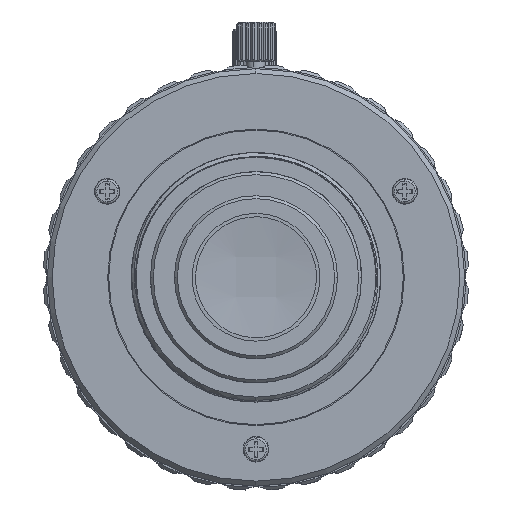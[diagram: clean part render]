
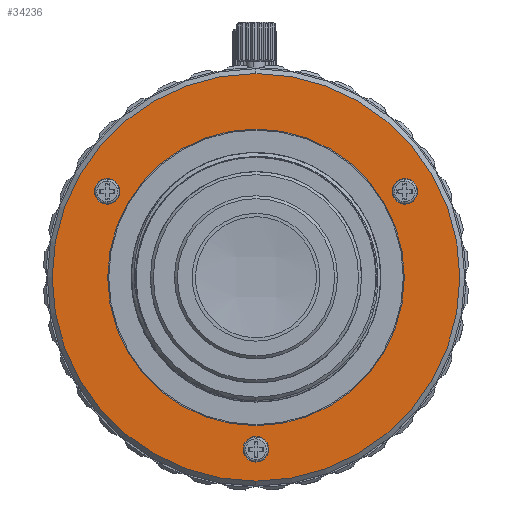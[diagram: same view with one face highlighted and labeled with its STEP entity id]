
A CAD part, top view. The second image highlights one B-rep face of the part: STEP entity #34236.
In plain terms, the highlighted planar face has unit normal (0, 0, 1).
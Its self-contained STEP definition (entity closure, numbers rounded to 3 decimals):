
#481 = CIRCLE ( 'NONE', #41228, 15.1 ) ;
#2290 = EDGE_CURVE ( 'NONE', #47461, #55181, #52726, .T. ) ;
#2672 = VERTEX_POINT ( 'NONE', #29034 ) ;
#2731 = DIRECTION ( 'NONE',  ( 0., 0., -1. ) ) ;
#2999 = CARTESIAN_POINT ( 'NONE',  ( 1.3, -17.5, -0.15 ) ) ;
#3527 = VERTEX_POINT ( 'NONE', #2999 ) ;
#3792 = VERTEX_POINT ( 'NONE', #35872 ) ;
#4299 = CARTESIAN_POINT ( 'NONE',  ( -16.455, 8.75, -0.15 ) ) ;
#4927 = CARTESIAN_POINT ( 'NONE',  ( 16.455, 8.75, -0.15 ) ) ;
#4934 = ORIENTED_EDGE ( 'NONE', *, *, #33450, .T. ) ;
#6740 = AXIS2_PLACEMENT_3D ( 'NONE', #34712, #34045, #28150 ) ;
#7170 = EDGE_LOOP ( 'NONE', ( #53410, #37780 ) ) ;
#7213 = EDGE_CURVE ( 'NONE', #55181, #47461, #50143, .T. ) ;
#7366 = AXIS2_PLACEMENT_3D ( 'NONE', #11124, #56931, #16328 ) ;
#7499 = VERTEX_POINT ( 'NONE', #4927 ) ;
#7718 = CARTESIAN_POINT ( 'NONE',  ( 15.1, 0., -0.15 ) ) ;
#7940 = DIRECTION ( 'NONE',  ( 0., 0., -1. ) ) ;
#9604 = VERTEX_POINT ( 'NONE', #10578 ) ;
#9909 = FACE_OUTER_BOUND ( 'NONE', #7170, .T. ) ;
#10315 = CIRCLE ( 'NONE', #22811, 15.1 ) ;
#10578 = CARTESIAN_POINT ( 'NONE',  ( 13.855, 8.75, -0.15 ) ) ;
#10970 = CARTESIAN_POINT ( 'NONE',  ( -15.155, 8.75, -0.15 ) ) ;
#11006 = ORIENTED_EDGE ( 'NONE', *, *, #11754, .T. ) ;
#11124 = CARTESIAN_POINT ( 'NONE',  ( 15.155, 8.75, -0.15 ) ) ;
#11718 = CARTESIAN_POINT ( 'NONE',  ( 0., -17.5, -0.15 ) ) ;
#11754 = EDGE_CURVE ( 'NONE', #3527, #46192, #23197, .T. ) ;
#13567 = AXIS2_PLACEMENT_3D ( 'NONE', #18307, #58242, #58565 ) ;
#14236 = ORIENTED_EDGE ( 'NONE', *, *, #38596, .T. ) ;
#15557 = ORIENTED_EDGE ( 'NONE', *, *, #2290, .T. ) ;
#16328 = DIRECTION ( 'NONE',  ( 1., 0., 0. ) ) ;
#17933 = CARTESIAN_POINT ( 'NONE',  ( 0., 0., -0.15 ) ) ;
#18307 = CARTESIAN_POINT ( 'NONE',  ( 0., 0., -0.15 ) ) ;
#18508 = AXIS2_PLACEMENT_3D ( 'NONE', #33462, #23322, #62641 ) ;
#19085 = CIRCLE ( 'NONE', #26374, 1.3 ) ;
#20050 = CARTESIAN_POINT ( 'NONE',  ( 0., 0., -0.15 ) ) ;
#21408 = EDGE_CURVE ( 'NONE', #7499, #9604, #19085, .T. ) ;
#21906 = CIRCLE ( 'NONE', #13567, 20.75 ) ;
#22375 = CARTESIAN_POINT ( 'NONE',  ( 0., -17.5, -0.15 ) ) ;
#22437 = CARTESIAN_POINT ( 'NONE',  ( -1.3, -17.5, -0.15 ) ) ;
#22811 = AXIS2_PLACEMENT_3D ( 'NONE', #17933, #37908, #57866 ) ;
#23197 = CIRCLE ( 'NONE', #43070, 1.3 ) ;
#23322 = DIRECTION ( 'NONE',  ( 0., 0., 1. ) ) ;
#23478 = DIRECTION ( 'NONE',  ( 1., 0., 0. ) ) ;
#24936 = DIRECTION ( 'NONE',  ( 0., 0., 1. ) ) ;
#26374 = AXIS2_PLACEMENT_3D ( 'NONE', #33620, #48045, #23478 ) ;
#27671 = EDGE_CURVE ( 'NONE', #53618, #3792, #63476, .T. ) ;
#28150 = DIRECTION ( 'NONE',  ( 1., 0., 0. ) ) ;
#29034 = CARTESIAN_POINT ( 'NONE',  ( -15.1, 0., -0.15 ) ) ;
#29171 = AXIS2_PLACEMENT_3D ( 'NONE', #10970, #31883, #51209 ) ;
#31883 = DIRECTION ( 'NONE',  ( 0., 0., -1. ) ) ;
#33108 = DIRECTION ( 'NONE',  ( 1., 0., 0. ) ) ;
#33124 = DIRECTION ( 'NONE',  ( 1., 0., 0. ) ) ;
#33450 = EDGE_CURVE ( 'NONE', #61699, #2672, #10315, .T. ) ;
#33462 = CARTESIAN_POINT ( 'NONE',  ( 0., 0., -0.15 ) ) ;
#33557 = EDGE_LOOP ( 'NONE', ( #50887, #14236 ) ) ;
#33620 = CARTESIAN_POINT ( 'NONE',  ( 15.155, 8.75, -0.15 ) ) ;
#34045 = DIRECTION ( 'NONE',  ( 0., 0., -1. ) ) ;
#34236 = ADVANCED_FACE ( 'NONE', ( #39683, #34447, #64579, #34778, #9909 ), #49842, .T. ) ;
#34447 = FACE_BOUND ( 'NONE', #57426, .T. ) ;
#34712 = CARTESIAN_POINT ( 'NONE',  ( -15.155, 8.75, -0.15 ) ) ;
#34778 = FACE_BOUND ( 'NONE', #33557, .T. ) ;
#35583 = CIRCLE ( 'NONE', #7366, 1.3 ) ;
#35872 = CARTESIAN_POINT ( 'NONE',  ( 0., -20.75, -0.15 ) ) ;
#37728 = AXIS2_PLACEMENT_3D ( 'NONE', #22375, #2731, #33124 ) ;
#37780 = ORIENTED_EDGE ( 'NONE', *, *, #27671, .T. ) ;
#37908 = DIRECTION ( 'NONE',  ( 0., 0., -1. ) ) ;
#38596 = EDGE_CURVE ( 'NONE', #9604, #7499, #35583, .T. ) ;
#39683 = FACE_BOUND ( 'NONE', #52042, .T. ) ;
#40008 = DIRECTION ( 'NONE',  ( 1., 0., 0. ) ) ;
#40512 = DIRECTION ( 'NONE',  ( 1., 0., 0. ) ) ;
#41108 = EDGE_CURVE ( 'NONE', #46192, #3527, #59703, .T. ) ;
#41228 = AXIS2_PLACEMENT_3D ( 'NONE', #57698, #7940, #33108 ) ;
#42217 = CARTESIAN_POINT ( 'NONE',  ( -13.855, 8.75, -0.15 ) ) ;
#42916 = ORIENTED_EDGE ( 'NONE', *, *, #41108, .T. ) ;
#43070 = AXIS2_PLACEMENT_3D ( 'NONE', #11718, #51318, #40512 ) ;
#43391 = CARTESIAN_POINT ( 'NONE',  ( 0., 20.75, -0.15 ) ) ;
#46192 = VERTEX_POINT ( 'NONE', #22437 ) ;
#47461 = VERTEX_POINT ( 'NONE', #42217 ) ;
#48045 = DIRECTION ( 'NONE',  ( 0., 0., -1. ) ) ;
#48662 = ORIENTED_EDGE ( 'NONE', *, *, #49910, .T. ) ;
#49842 = PLANE ( 'NONE',  #63672 ) ;
#49910 = EDGE_CURVE ( 'NONE', #2672, #61699, #481, .T. ) ;
#50143 = CIRCLE ( 'NONE', #29171, 1.3 ) ;
#50887 = ORIENTED_EDGE ( 'NONE', *, *, #21408, .T. ) ;
#51209 = DIRECTION ( 'NONE',  ( 1., 0., 0. ) ) ;
#51318 = DIRECTION ( 'NONE',  ( 0., 0., -1. ) ) ;
#52042 = EDGE_LOOP ( 'NONE', ( #4934, #48662 ) ) ;
#52726 = CIRCLE ( 'NONE', #6740, 1.3 ) ;
#52746 = ORIENTED_EDGE ( 'NONE', *, *, #7213, .T. ) ;
#53410 = ORIENTED_EDGE ( 'NONE', *, *, #62231, .T. ) ;
#53618 = VERTEX_POINT ( 'NONE', #43391 ) ;
#55181 = VERTEX_POINT ( 'NONE', #4299 ) ;
#56931 = DIRECTION ( 'NONE',  ( 0., 0., -1. ) ) ;
#57426 = EDGE_LOOP ( 'NONE', ( #11006, #42916 ) ) ;
#57698 = CARTESIAN_POINT ( 'NONE',  ( 0., 0., -0.15 ) ) ;
#57866 = DIRECTION ( 'NONE',  ( 1., 0., 0. ) ) ;
#58242 = DIRECTION ( 'NONE',  ( 0., 0., 1. ) ) ;
#58483 = EDGE_LOOP ( 'NONE', ( #15557, #52746 ) ) ;
#58565 = DIRECTION ( 'NONE',  ( -1., 0., 0. ) ) ;
#59703 = CIRCLE ( 'NONE', #37728, 1.3 ) ;
#61699 = VERTEX_POINT ( 'NONE', #7718 ) ;
#62231 = EDGE_CURVE ( 'NONE', #3792, #53618, #21906, .T. ) ;
#62641 = DIRECTION ( 'NONE',  ( -1., 0., 0. ) ) ;
#63476 = CIRCLE ( 'NONE', #18508, 20.75 ) ;
#63672 = AXIS2_PLACEMENT_3D ( 'NONE', #20050, #24936, #40008 ) ;
#64579 = FACE_BOUND ( 'NONE', #58483, .T. ) ;
